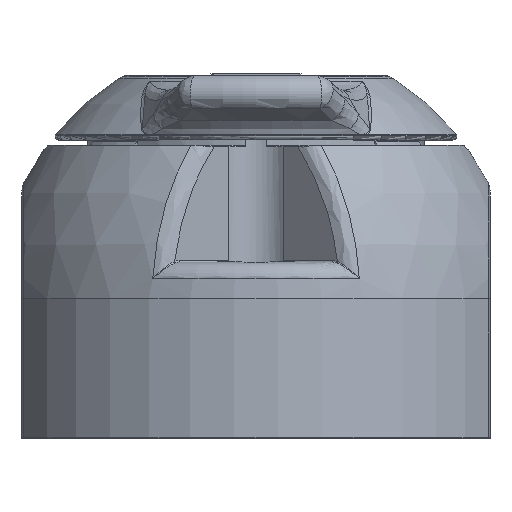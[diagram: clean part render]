
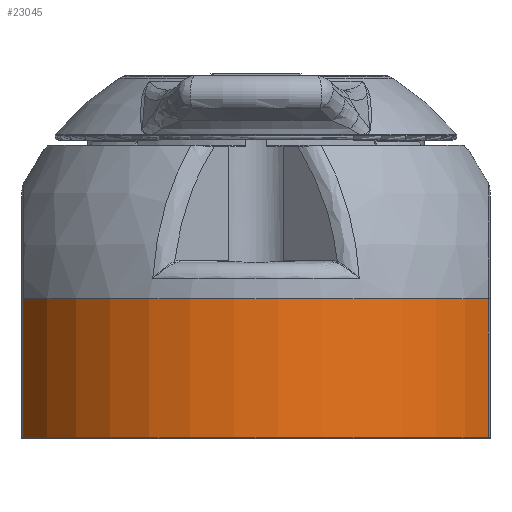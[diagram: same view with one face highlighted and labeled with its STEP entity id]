
A CAD part, top view. The second image highlights one B-rep face of the part: STEP entity #23045.
In plain terms, the highlighted cylindrical face has radius 35.5 mm (diameter 71 mm), a partial arc.
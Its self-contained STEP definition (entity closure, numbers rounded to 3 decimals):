
#7354=DIRECTION('',(0.,1.,0.));
#7355=VECTOR('',#7354,19.);
#7356=CARTESIAN_POINT('',(31.735,0.,15.911));
#7357=LINE('',#7356,#7355);
#7358=CARTESIAN_POINT('',(0.,0.,0.));
#7359=DIRECTION('',(0.,-1.,0.));
#7360=DIRECTION('',(0.894,0.,0.448));
#7361=AXIS2_PLACEMENT_3D('',#7358,#7359,#7360);
#7363=DIRECTION('',(0.,1.,0.));
#7364=VECTOR('',#7363,19.);
#7365=CARTESIAN_POINT('',(-31.735,0.,15.911));
#7366=LINE('',#7365,#7364);
#7545=CARTESIAN_POINT('',(0.,19.,0.));
#7546=DIRECTION('',(0.,-1.,0.));
#7547=DIRECTION('',(0.894,0.,0.448));
#7548=AXIS2_PLACEMENT_3D('',#7545,#7546,#7547);
#11706=CARTESIAN_POINT('',(31.735,19.,15.911));
#11707=VERTEX_POINT('',#11706);
#11711=CARTESIAN_POINT('',(31.735,0.,15.911));
#11713=VERTEX_POINT('',#11711);
#11750=CARTESIAN_POINT('',(-31.735,19.,15.911));
#11751=VERTEX_POINT('',#11750);
#11752=CARTESIAN_POINT('',(-31.735,0.,15.911));
#11754=VERTEX_POINT('',#11752);
#23032=CARTESIAN_POINT('',(0.,57.225,0.));
#23033=DIRECTION('',(0.,-1.,0.));
#23034=DIRECTION('',(-1.,0.,0.));
#23035=AXIS2_PLACEMENT_3D('',#23032,#23033,#23034);
#23036=CYLINDRICAL_SURFACE('',#23035,35.5);
#23037=ORIENTED_EDGE('',*,*,#23023,.F.);
#23038=ORIENTED_EDGE('',*,*,#22889,.T.);
#23040=ORIENTED_EDGE('',*,*,#23039,.T.);
#23042=ORIENTED_EDGE('',*,*,#23041,.F.);
#23043=EDGE_LOOP('',(#23037,#23038,#23040,#23042));
#23044=FACE_OUTER_BOUND('',#23043,.F.);
#23045=ADVANCED_FACE('',(#23044),#23036,.T.);
#7362=CIRCLE('',#7361,35.5);
#7549=CIRCLE('',#7548,35.5);
#22889=EDGE_CURVE('',#11713,#11754,#7362,.T.);
#23023=EDGE_CURVE('',#11713,#11707,#7357,.T.);
#23039=EDGE_CURVE('',#11754,#11751,#7366,.T.);
#23041=EDGE_CURVE('',#11707,#11751,#7549,.T.);
